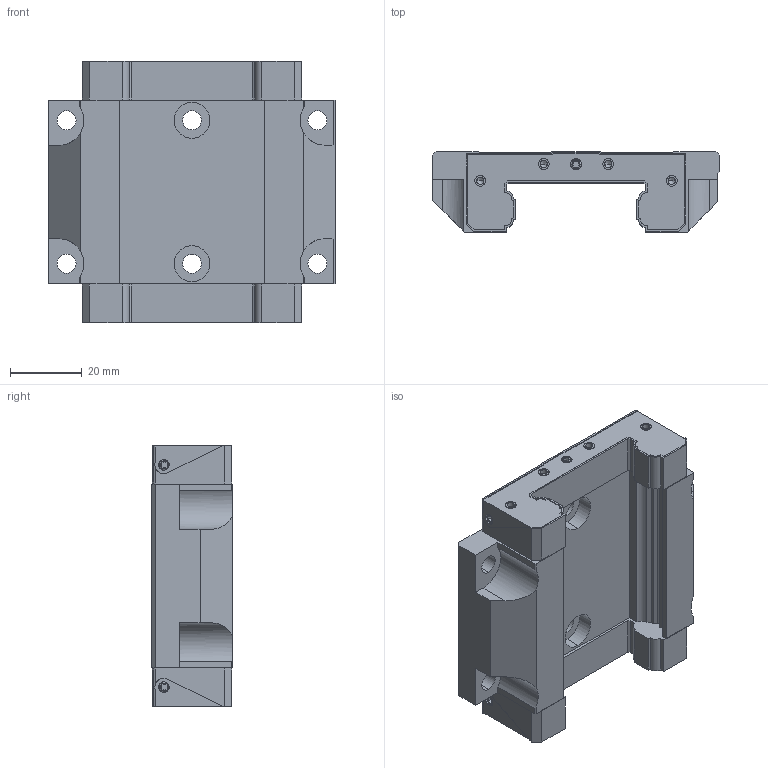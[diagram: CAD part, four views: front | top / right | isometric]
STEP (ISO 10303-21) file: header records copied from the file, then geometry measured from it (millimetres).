
FILE_DESCRIPTION (( 'STEP AP203' ), '1' );
FILE_NAME ('R1671_512_20_Bosch.step', '2026-01-12T07:55:59', ( '' ), ( '' ), 'SwSTEP 2.0', 'SolidWorks 2014', '' );
FILE_SCHEMA (( 'CONFIG_CONTROL_DESIGN' ));
Length unit declared in the file: millimetre
Products named in the file (4): KWD_020_BNS_CS_FW; R1671_512_20_Bosch; R167150502_Z_1-1; R343708901_Z_1-7
Assembly tree (9 placements, depth 2):
  R1671_512_20_Bosch
    KWD_020_BNS_CS_FW
    R167150502_Z_1-1  x2
    R343708901_Z_1-7  x6
Bounding box: 80 x 22.5 x 73 mm (x, y, z)
Volume: 63343.1 mm3; surface area: 26141.2 mm2
Topology: 9 solids, 9 shells, 421 faces, 1083 edges, 684 vertices
Faces by surface type: plane 228, cylinder 129, cone 64
Entity records: 7766 total; most frequent: CARTESIAN_POINT 1293, DIRECTION 1252, ORIENTED_EDGE 1212, EDGE_CURVE 606, LINE 424, VECTOR 424, AXIS2_PLACEMENT_3D 414, VERTEX_POINT 395
